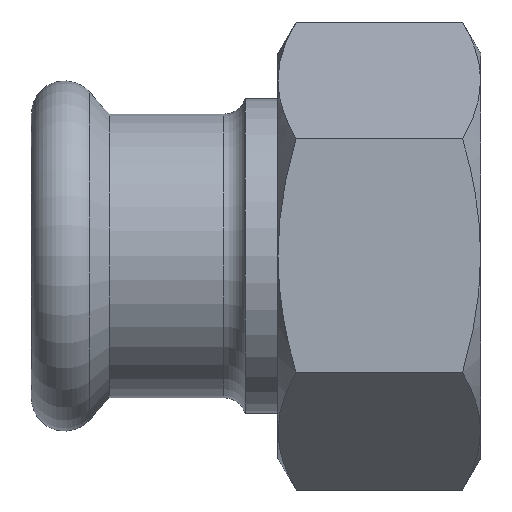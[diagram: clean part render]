
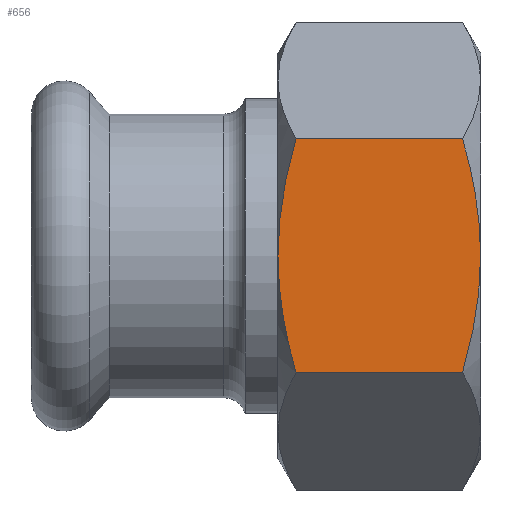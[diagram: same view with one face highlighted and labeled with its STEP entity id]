
A CAD part, top view. The second image highlights one B-rep face of the part: STEP entity #656.
In plain terms, the highlighted face is planar.
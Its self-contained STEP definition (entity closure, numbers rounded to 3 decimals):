
#34=(
BOUNDED_CURVE()
B_SPLINE_CURVE(2,(#1136,#1137,#1138),.UNSPECIFIED.,.F.,.F.)
B_SPLINE_CURVE_WITH_KNOTS((3,3),(1.054,2.109),
 .UNSPECIFIED.)
CURVE()
GEOMETRIC_REPRESENTATION_ITEM()
RATIONAL_B_SPLINE_CURVE((1.,1.038,1.))
REPRESENTATION_ITEM($)
);
#35=(
BOUNDED_CURVE()
B_SPLINE_CURVE(2,(#1140,#1141,#1142),.UNSPECIFIED.,.F.,.F.)
B_SPLINE_CURVE_WITH_KNOTS((3,3),(0.,1.054),.UNSPECIFIED.)
CURVE()
GEOMETRIC_REPRESENTATION_ITEM()
RATIONAL_B_SPLINE_CURVE((1.,1.038,1.))
REPRESENTATION_ITEM($)
);
#36=(
BOUNDED_CURVE()
B_SPLINE_CURVE(2,(#1145,#1146,#1147),.UNSPECIFIED.,.F.,.F.)
B_SPLINE_CURVE_WITH_KNOTS((3,3),(1.054,2.109),
 .UNSPECIFIED.)
CURVE()
GEOMETRIC_REPRESENTATION_ITEM()
RATIONAL_B_SPLINE_CURVE((1.,1.038,1.))
REPRESENTATION_ITEM($)
);
#37=(
BOUNDED_CURVE()
B_SPLINE_CURVE(2,(#1148,#1149,#1150),.UNSPECIFIED.,.F.,.F.)
B_SPLINE_CURVE_WITH_KNOTS((3,3),(0.,1.054),.UNSPECIFIED.)
CURVE()
GEOMETRIC_REPRESENTATION_ITEM()
RATIONAL_B_SPLINE_CURVE((1.,1.038,1.))
REPRESENTATION_ITEM($)
);
#178=FACE_OUTER_BOUND($,#248,.T.);
#248=EDGE_LOOP($,(#518,#519,#520,#521,#522,#523));
#276=LINE($,#1125,#290);
#278=LINE($,#1144,#292);
#290=VECTOR($,#912,14.785);
#292=VECTOR($,#916,14.785);
#324=VERTEX_POINT($,#1061);
#340=VERTEX_POINT($,#1120);
#341=VERTEX_POINT($,#1124);
#343=VERTEX_POINT($,#1135);
#344=VERTEX_POINT($,#1139);
#345=VERTEX_POINT($,#1143);
#402=EDGE_CURVE($,#341,#340,#276,.T.);
#406=EDGE_CURVE($,#343,#340,#34,.T.);
#407=EDGE_CURVE($,#344,#343,#35,.T.);
#408=EDGE_CURVE($,#345,#344,#278,.T.);
#409=EDGE_CURVE($,#324,#345,#36,.T.);
#410=EDGE_CURVE($,#341,#324,#37,.T.);
#518=ORIENTED_EDGE($,*,*,#406,.F.);
#519=ORIENTED_EDGE($,*,*,#407,.F.);
#520=ORIENTED_EDGE($,*,*,#408,.F.);
#521=ORIENTED_EDGE($,*,*,#409,.F.);
#522=ORIENTED_EDGE($,*,*,#410,.F.);
#523=ORIENTED_EDGE($,*,*,#402,.T.);
#590=PLANE($,#742);
#656=ADVANCED_FACE($,(#178),#590,.F.);
#742=AXIS2_PLACEMENT_3D($,#1134,#914,#915);
#912=DIRECTION($,(1.,0.,0.));
#914=DIRECTION('center_axis',(0.,0.,
1.));
#915=DIRECTION('ref_axis',(0.,-1.,0.));
#916=DIRECTION($,(1.,0.,0.));
#1061=CARTESIAN_POINT('',(0.,0.,
-18.));
#1120=CARTESIAN_POINT('',(16.392,10.392,-18.));
#1124=CARTESIAN_POINT('',(1.608,10.392,-18.));
#1125=CARTESIAN_POINT($,(9.,10.392,-18.));
#1134=CARTESIAN_POINT('Origin',(18.,10.392,-18.));
#1135=CARTESIAN_POINT('',(18.,0.,-18.));
#1136=CARTESIAN_POINT('Ctrl Pts',(18.,0.,-18.));
#1137=CARTESIAN_POINT('Ctrl Pts',(18.,4.823,-18.));
#1138=CARTESIAN_POINT('Ctrl Pts',(16.392,10.392,-18.));
#1139=CARTESIAN_POINT('',(16.392,-10.392,-18.));
#1140=CARTESIAN_POINT('Ctrl Pts',(16.392,-10.392,-18.));
#1141=CARTESIAN_POINT('Ctrl Pts',(18.,-4.823,-18.));
#1142=CARTESIAN_POINT('Ctrl Pts',(18.,0.,-18.));
#1143=CARTESIAN_POINT('',(1.608,-10.392,-18.));
#1144=CARTESIAN_POINT($,(9.,-10.392,-18.));
#1145=CARTESIAN_POINT('Ctrl Pts',(0.,0.,
-18.));
#1146=CARTESIAN_POINT('Ctrl Pts',(0.,-4.823,
-18.));
#1147=CARTESIAN_POINT('Ctrl Pts',(1.608,-10.392,-18.));
#1148=CARTESIAN_POINT('Ctrl Pts',(1.608,10.392,-18.));
#1149=CARTESIAN_POINT('Ctrl Pts',(0.,4.823,
-18.));
#1150=CARTESIAN_POINT('Ctrl Pts',(0.,0.,
-18.));
